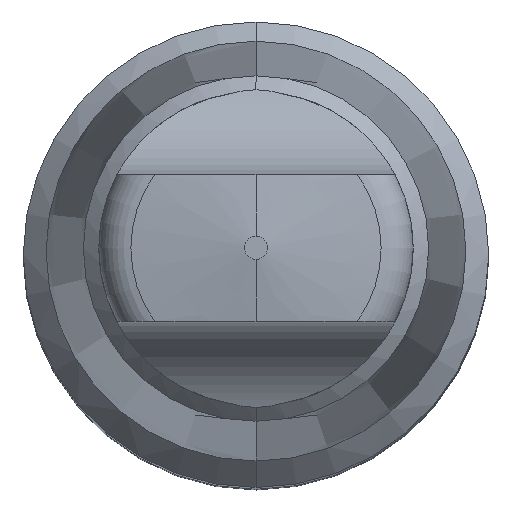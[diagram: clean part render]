
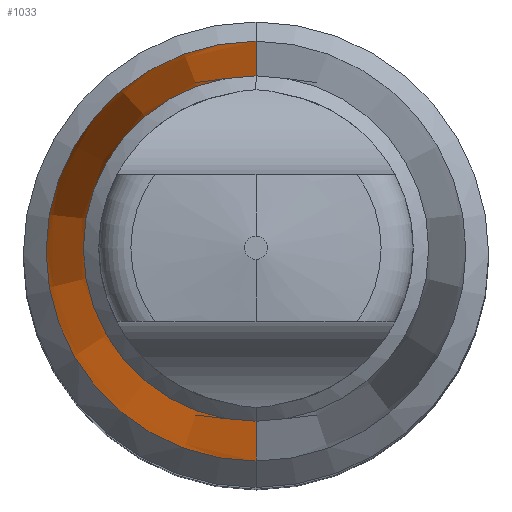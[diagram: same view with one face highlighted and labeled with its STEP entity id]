
A CAD part, top view. The second image highlights one B-rep face of the part: STEP entity #1033.
In plain terms, the highlighted conical face has half-angle 1.43 degrees and reference radius 8.215 mm.
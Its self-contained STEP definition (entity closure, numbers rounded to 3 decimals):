
#41=CARTESIAN_POINT('',(0.,0.,-4.975));
#42=DIRECTION('',(0.,0.,-1.));
#43=DIRECTION('',(0.,-1.,0.));
#44=AXIS2_PLACEMENT_3D('',#41,#42,#43);
#50=CARTESIAN_POINT('',(0.,0.,59.));
#51=DIRECTION('',(0.,0.,-1.));
#52=DIRECTION('',(0.,-1.,0.));
#53=AXIS2_PLACEMENT_3D('',#50,#51,#52);
#398=DIRECTION('',(0.,0.025,1.));
#399=VECTOR('',#398,63.995);
#400=CARTESIAN_POINT('',(0.,-9.014,-4.975));
#401=LINE('',#400,#399);
#413=DIRECTION('',(0.,-0.025,1.));
#414=VECTOR('',#413,63.995);
#415=CARTESIAN_POINT('',(0.,9.014,-4.975));
#416=LINE('',#415,#414);
#942=CARTESIAN_POINT('',(0.,9.014,-4.975));
#943=VERTEX_POINT('',#942);
#944=CARTESIAN_POINT('',(0.,-9.014,-4.975));
#945=VERTEX_POINT('',#944);
#954=CARTESIAN_POINT('',(0.,-7.417,59.));
#955=CARTESIAN_POINT('',(0.,7.417,59.));
#956=VERTEX_POINT('',#954);
#957=VERTEX_POINT('',#955);
#1018=CARTESIAN_POINT('',(0.,0.,27.012));
#1019=DIRECTION('',(0.,0.,-1.));
#1020=DIRECTION('',(0.,1.,0.));
#1021=AXIS2_PLACEMENT_3D('',#1018,#1019,#1020);
#1022=CONICAL_SURFACE('',#1021,8.215,1.431);
#1024=ORIENTED_EDGE('',*,*,#1023,.T.);
#1026=ORIENTED_EDGE('',*,*,#1025,.T.);
#1028=ORIENTED_EDGE('',*,*,#1027,.F.);
#1030=ORIENTED_EDGE('',*,*,#1029,.F.);
#1031=EDGE_LOOP('',(#1024,#1026,#1028,#1030));
#1032=FACE_OUTER_BOUND('',#1031,.F.);
#45=CIRCLE('',#44,9.014);
#54=CIRCLE('',#53,7.417);
#1023=EDGE_CURVE('',#945,#943,#45,.T.);
#1025=EDGE_CURVE('',#943,#957,#416,.T.);
#1027=EDGE_CURVE('',#956,#957,#54,.T.);
#1029=EDGE_CURVE('',#945,#956,#401,.T.);
#1033=ADVANCED_FACE('',(#1032),#1022,.T.);
